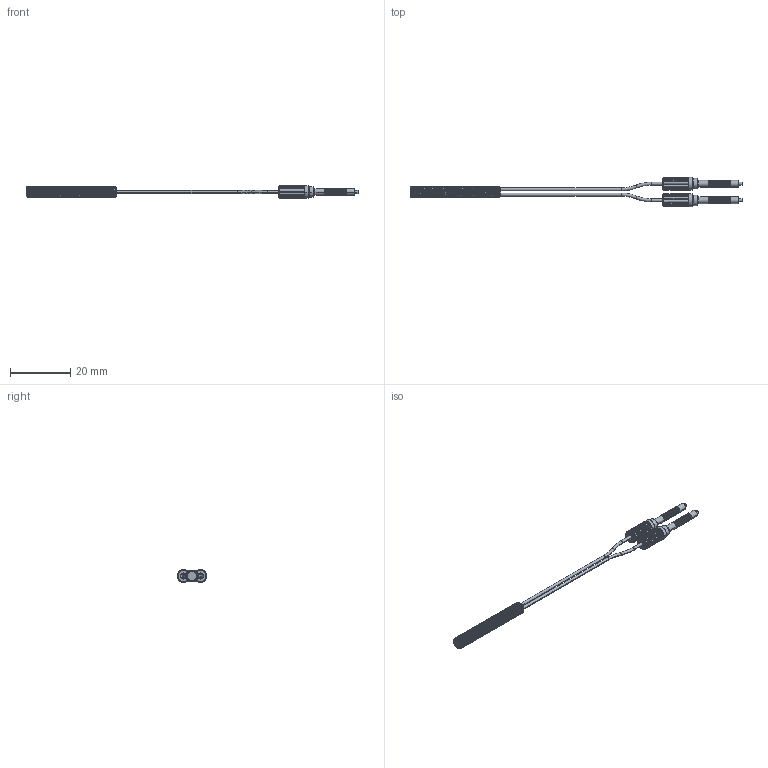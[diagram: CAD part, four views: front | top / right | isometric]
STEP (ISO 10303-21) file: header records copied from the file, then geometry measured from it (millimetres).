
FILE_DESCRIPTION((''),'2;1');
FILE_NAME('PRS4Y10CC_ASM','2020-06-06T15:01:43',('Administrator'),(''),'CREO PARAMETRIC BY PTC INC, 2018400','CREO PARAMETRIC BY PTC INC, 2018400','');
FILE_SCHEMA(('AUTOMOTIVE_DESIGN { 1 0 10303 214 1 1 1 1 }'));
Length unit declared in the file: millimetre
Products named in the file (5): M4-QYTOU; 10XXX___; JW22_10___; 10XIAN_ASM; PRS4Y10CC_ASM
Assembly tree (5 placements, depth 3):
  PRS4Y10CC_ASM
    M4-QYTOU
    10XIAN_ASM
      10XXX___
      JW22_10___  x2
Bounding box: 110 x 9.7 x 4.2 mm (x, y, z)
Volume: 784 mm3; surface area: 1836.4 mm2
Topology: 5 solids, 5 shells, 880 faces, 2152 edges, 1286 vertices
Faces by surface type: cylinder 458, plane 214, torus 160, bspline 36, cone 12
Entity records: 25735 total; most frequent: CARTESIAN_POINT 13517, DIRECTION 2545, ORIENTED_EDGE 2532, EDGE_CURVE 1266, AXIS2_PLACEMENT_3D 1121, VERTEX_POINT 764, CIRCLE 632, EDGE_LOOP 516
